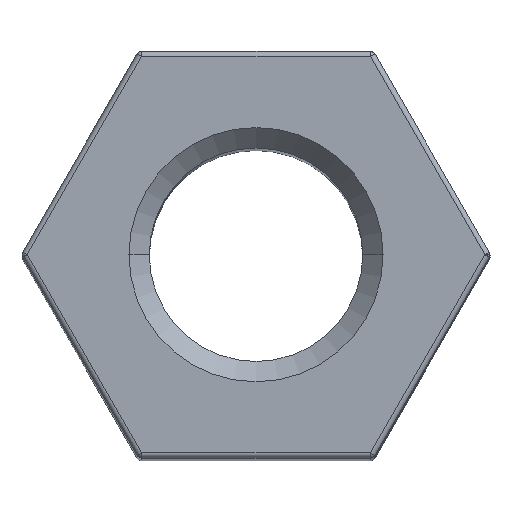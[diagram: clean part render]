
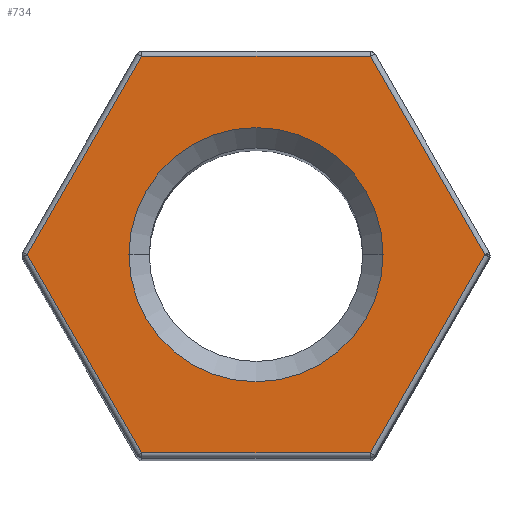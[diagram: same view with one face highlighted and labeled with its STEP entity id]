
A CAD part, top view. The second image highlights one B-rep face of the part: STEP entity #734.
In plain terms, the highlighted planar face has unit normal (0, 0, 1).
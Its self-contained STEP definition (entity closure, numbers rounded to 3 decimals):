
#44 = CARTESIAN_POINT ( 'NONE',  ( 2.5, 0., 30. ) ) ;
#76 = DIRECTION ( 'NONE',  ( 0., 0., -1. ) ) ;
#99 = CIRCLE ( 'NONE', #558, 2.5 ) ;
#122 = CARTESIAN_POINT ( 'NONE',  ( 4.503, 0., 30. ) ) ;
#181 = VERTEX_POINT ( 'NONE', #122 ) ;
#209 = LINE ( 'NONE', #1007, #1026 ) ;
#261 = VERTEX_POINT ( 'NONE', #44 ) ;
#293 = FACE_BOUND ( 'NONE', #473, .T. ) ;
#298 = VERTEX_POINT ( 'NONE', #1253 ) ;
#358 = AXIS2_PLACEMENT_3D ( 'NONE', #845, #778, #773 ) ;
#425 = EDGE_LOOP ( 'NONE', ( #646, #648, #650, #713, #714, #716 ) ) ;
#473 = EDGE_LOOP ( 'NONE', ( #769, #772 ) ) ;
#503 = VECTOR ( 'NONE', #1032, 1000. ) ;
#521 = EDGE_CURVE ( 'NONE', #664, #181, #913, .T. ) ;
#529 = CARTESIAN_POINT ( 'NONE',  ( -2.5, 0., 30. ) ) ;
#543 = EDGE_CURVE ( 'NONE', #298, #789, #880, .T. ) ;
#553 = EDGE_CURVE ( 'NONE', #821, #581, #1077, .T. ) ;
#558 = AXIS2_PLACEMENT_3D ( 'NONE', #900, #897, #892 ) ;
#566 = EDGE_CURVE ( 'NONE', #789, #664, #1224, .T. ) ;
#581 = VERTEX_POINT ( 'NONE', #1023 ) ;
#591 = FACE_OUTER_BOUND ( 'NONE', #425, .T. ) ;
#602 = EDGE_CURVE ( 'NONE', #581, #298, #209, .T. ) ;
#605 = VECTOR ( 'NONE', #1096, 1000. ) ;
#646 = ORIENTED_EDGE ( 'NONE', *, *, #553, .T. ) ;
#648 = ORIENTED_EDGE ( 'NONE', *, *, #602, .T. ) ;
#650 = ORIENTED_EDGE ( 'NONE', *, *, #543, .T. ) ;
#661 = CARTESIAN_POINT ( 'NONE',  ( 2.252, 3.9, 30. ) ) ;
#664 = VERTEX_POINT ( 'NONE', #926 ) ;
#672 = EDGE_CURVE ( 'NONE', #884, #261, #99, .T. ) ;
#674 = CARTESIAN_POINT ( 'NONE',  ( -2.252, -3.9, 30. ) ) ;
#713 = ORIENTED_EDGE ( 'NONE', *, *, #566, .T. ) ;
#714 = ORIENTED_EDGE ( 'NONE', *, *, #521, .T. ) ;
#715 = CARTESIAN_POINT ( 'NONE',  ( 2.223, 3.95, 30. ) ) ;
#716 = ORIENTED_EDGE ( 'NONE', *, *, #764, .T. ) ;
#719 = DIRECTION ( 'NONE',  ( -0.5, 0.866, 0. ) ) ;
#734 = ADVANCED_FACE ( 'NONE', ( #591, #293 ), #786, .T. ) ;
#748 = CARTESIAN_POINT ( 'NONE',  ( 0., 0., 30. ) ) ;
#764 = EDGE_CURVE ( 'NONE', #181, #821, #1236, .T. ) ;
#769 = ORIENTED_EDGE ( 'NONE', *, *, #1129, .T. ) ;
#772 = ORIENTED_EDGE ( 'NONE', *, *, #672, .T. ) ;
#773 = DIRECTION ( 'NONE',  ( 1., 0., 0. ) ) ;
#778 = DIRECTION ( 'NONE',  ( 0., 0., 1. ) ) ;
#786 = PLANE ( 'NONE',  #358 ) ;
#789 = VERTEX_POINT ( 'NONE', #674 ) ;
#815 = VECTOR ( 'NONE', #719, 1000. ) ;
#821 = VERTEX_POINT ( 'NONE', #661 ) ;
#845 = CARTESIAN_POINT ( 'NONE',  ( 4.619, 0., 30. ) ) ;
#870 = DIRECTION ( 'NONE',  ( 1., 0., 0. ) ) ;
#880 = LINE ( 'NONE', #1092, #1247 ) ;
#884 = VERTEX_POINT ( 'NONE', #529 ) ;
#892 = DIRECTION ( 'NONE',  ( 1., 0., 0. ) ) ;
#897 = DIRECTION ( 'NONE',  ( 0., 0., -1. ) ) ;
#900 = CARTESIAN_POINT ( 'NONE',  ( 0., 0., 30. ) ) ;
#913 = LINE ( 'NONE', #1100, #605 ) ;
#926 = CARTESIAN_POINT ( 'NONE',  ( 2.252, -3.9, 30. ) ) ;
#991 = AXIS2_PLACEMENT_3D ( 'NONE', #748, #76, #870 ) ;
#1007 = CARTESIAN_POINT ( 'NONE',  ( -4.532, -0.05, 30. ) ) ;
#1023 = CARTESIAN_POINT ( 'NONE',  ( -2.252, 3.9, 30. ) ) ;
#1026 = VECTOR ( 'NONE', #1028, 1000. ) ;
#1028 = DIRECTION ( 'NONE',  ( -0.5, -0.866, 0. ) ) ;
#1032 = DIRECTION ( 'NONE',  ( 1., 0., 0. ) ) ;
#1038 = CARTESIAN_POINT ( 'NONE',  ( 2.309, -3.9, 30. ) ) ;
#1077 = LINE ( 'NONE', #1079, #1093 ) ;
#1079 = CARTESIAN_POINT ( 'NONE',  ( -2.309, 3.9, 30. ) ) ;
#1080 = DIRECTION ( 'NONE',  ( -1., 0., 0. ) ) ;
#1086 = DIRECTION ( 'NONE',  ( 0.5, -0.866, 0. ) ) ;
#1092 = CARTESIAN_POINT ( 'NONE',  ( -2.223, -3.95, 30. ) ) ;
#1093 = VECTOR ( 'NONE', #1080, 1000. ) ;
#1096 = DIRECTION ( 'NONE',  ( 0.5, 0.866, 0. ) ) ;
#1100 = CARTESIAN_POINT ( 'NONE',  ( 4.532, 0.05, 30. ) ) ;
#1129 = EDGE_CURVE ( 'NONE', #261, #884, #1222, .T. ) ;
#1222 = CIRCLE ( 'NONE', #991, 2.5 ) ;
#1224 = LINE ( 'NONE', #1038, #503 ) ;
#1236 = LINE ( 'NONE', #715, #815 ) ;
#1247 = VECTOR ( 'NONE', #1086, 1000. ) ;
#1253 = CARTESIAN_POINT ( 'NONE',  ( -4.503, 0., 30. ) ) ;
